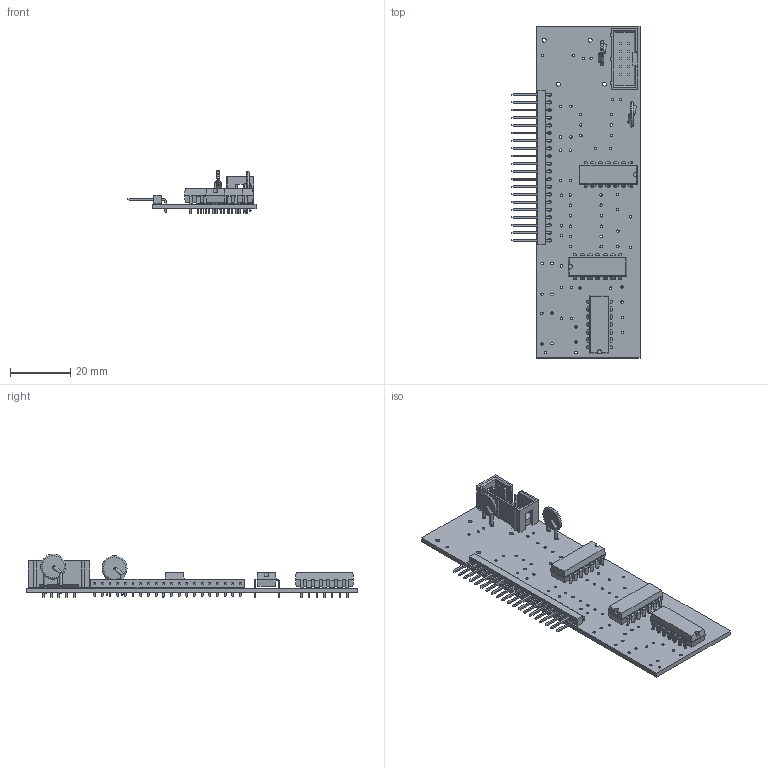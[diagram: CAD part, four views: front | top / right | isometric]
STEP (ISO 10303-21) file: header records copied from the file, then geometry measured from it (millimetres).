
FILE_DESCRIPTION(('KiCad electronic assembly'),'2;1');
FILE_NAME('MainBoard.step','2023-08-14T15:27:24',('Pcbnew'),('Kicad'), 'Open CASCADE STEP processor 7.5','KiCad to STEP converter','Unknown' );
FILE_SCHEMA(('AUTOMOTIVE_DESIGN { 1 0 10303 214 1 1 1 1 }'));
Length unit declared in the file: millimetre
Products named in the file (10): MainBoard 1; 1761681-3; SOLID; Fuse_BelFuse_0ZRE_0ZRE0005FF_L8.3mm_W3.8mm; 75168-116-20LF; COMPOUND; TL074CN; MainBoard PCB
Assembly tree (12 placements, depth 3):
  MainBoard 1
    1761681-3
      SOLID
    Fuse_BelFuse_0ZRE_0ZRE0005FF_L8.3mm_W3.8mm  x2
      SOLID
    75168-116-20LF
      COMPOUND
    TL074CN  x3
      COMPOUND
    MainBoard PCB
Bounding box: 42.4 x 109.96 x 14.5 mm (x, y, z)
Volume: 8889.5 mm3; surface area: 13674.5 mm2
Topology: 70 solids, 70 shells, 1574 faces, 3869 edges, 2460 vertices
Faces by surface type: plane 1254, cylinder 294, torus 12, bspline 10, revolution 4
Full cylindrical faces by diameter (mm): 0.51 x4, 0.77 x42, 0.8 x66, 1.02 x14, 1.06 x4, 1.1 x20, 1.3 x4, 8.3 x2
Entity records: 70199 total; most frequent: CARTESIAN_POINT 15628, DIRECTION 10109, LINE 6807, VECTOR 6807, ORIENTED_EDGE 5254, PCURVE 5254, DEFINITIONAL_REPRESENTATION 5254, EDGE_CURVE 2627
